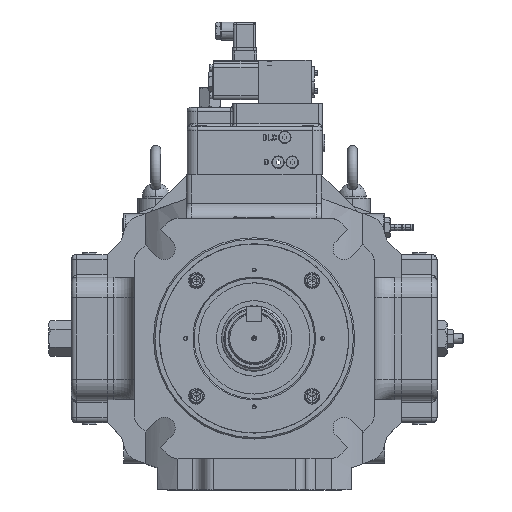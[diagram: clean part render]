
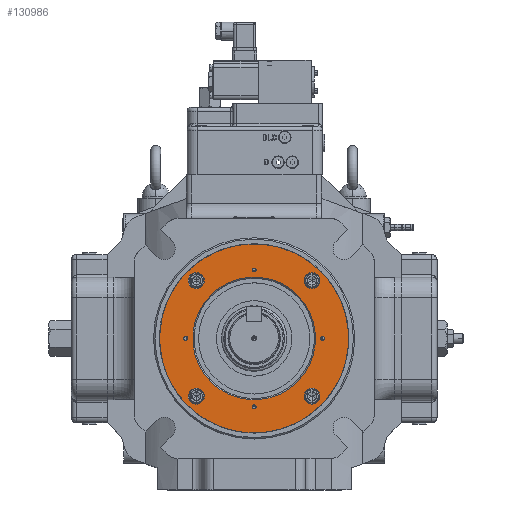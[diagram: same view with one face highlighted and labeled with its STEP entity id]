
A CAD part, top view. The second image highlights one B-rep face of the part: STEP entity #130986.
In plain terms, the highlighted planar face has unit normal (0, 0, -1).
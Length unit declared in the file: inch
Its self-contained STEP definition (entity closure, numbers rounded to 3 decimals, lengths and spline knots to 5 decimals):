
#130871=CARTESIAN_POINT('',(-3.40219,3.40219,0.34997));
#130872=DIRECTION('',(0.,0.,-1.));
#130873=DIRECTION('',(-1.,0.,0.));
#130874=AXIS2_PLACEMENT_3D('',#130871,#130872,#130873);
#130875=PLANE('',#130874);
#130876=CARTESIAN_POINT('',(-3.27036,-3.27038,0.35));
#130877=VERTEX_POINT('',#130876);
#130878=CARTESIAN_POINT('',(0.00001,-0.00001,0.35));
#130879=DIRECTION('',(0.,0.,-1.));
#130880=DIRECTION('',(0.707,0.707,0.0));
#130881=AXIS2_PLACEMENT_3D('',#130878,#130879,#130880);
#130882=CIRCLE('',#130881,4.625);
#130883=EDGE_CURVE('',#130877,#130877,#130882,.T.);
#130884=ORIENTED_EDGE('',*,*,#130883,.T.);
#130885=EDGE_LOOP('',(#130884));
#130886=FACE_OUTER_BOUND('',#130885,.T.);
#130887=CARTESIAN_POINT('',(-0.09399,3.34399,0.34999));
#130888=VERTEX_POINT('',#130887);
#130889=CARTESIAN_POINT('',(0.00001,3.34399,0.34999));
#130890=DIRECTION('',(0.,0.,1.));
#130891=DIRECTION('',(1.,0.,0.));
#130892=AXIS2_PLACEMENT_3D('',#130889,#130890,#130891);
#130893=CIRCLE('',#130892,0.094);
#130894=EDGE_CURVE('',#130888,#130888,#130893,.T.);
#130895=ORIENTED_EDGE('',*,*,#130894,.T.);
#130896=EDGE_LOOP('',(#130895));
#130897=FACE_BOUND('',#130896,.T.);
#130898=CARTESIAN_POINT('',(3.34401,0.09399,0.35001));
#130899=VERTEX_POINT('',#130898);
#130900=CARTESIAN_POINT('',(3.34401,-0.00001,0.35001));
#130901=DIRECTION('',(0.,0.,1.));
#130902=DIRECTION('',(0.,-1.,0.));
#130903=AXIS2_PLACEMENT_3D('',#130900,#130901,#130902);
#130904=CIRCLE('',#130903,0.094);
#130905=EDGE_CURVE('',#130899,#130899,#130904,.T.);
#130906=ORIENTED_EDGE('',*,*,#130905,.T.);
#130907=EDGE_LOOP('',(#130906));
#130908=FACE_BOUND('',#130907,.T.);
#130909=CARTESIAN_POINT('',(-2.12131,-2.12133,0.35));
#130910=VERTEX_POINT('',#130909);
#130911=CARTESIAN_POINT('',(0.00001,-0.00001,0.35));
#130912=DIRECTION('',(0.,0.,1.));
#130913=DIRECTION('',(0.707,0.707,0.0));
#130914=AXIS2_PLACEMENT_3D('',#130911,#130912,#130913);
#130915=CIRCLE('',#130914,3.0);
#130916=EDGE_CURVE('',#130910,#130910,#130915,.T.);
#130917=ORIENTED_EDGE('',*,*,#130916,.T.);
#130918=EDGE_LOOP('',(#130917));
#130919=FACE_BOUND('',#130918,.T.);
#130920=CARTESIAN_POINT('',(-3.34399,-0.09401,0.34999));
#130921=VERTEX_POINT('',#130920);
#130922=CARTESIAN_POINT('',(-3.34399,-0.00001,0.34999));
#130923=DIRECTION('',(0.,0.,1.));
#130924=DIRECTION('',(0.,1.,0.));
#130925=AXIS2_PLACEMENT_3D('',#130922,#130923,#130924);
#130926=CIRCLE('',#130925,0.094);
#130927=EDGE_CURVE('',#130921,#130921,#130926,.T.);
#130928=ORIENTED_EDGE('',*,*,#130927,.T.);
#130929=EDGE_LOOP('',(#130928));
#130930=FACE_BOUND('',#130929,.T.);
#130931=CARTESIAN_POINT('',(3.10456,-2.55231,0.35002));
#130932=VERTEX_POINT('',#130931);
#130933=CARTESIAN_POINT('',(2.82844,-2.82844,0.35002));
#130934=DIRECTION('',(0.,0.,1.));
#130935=DIRECTION('',(-0.707,-0.707,0.0));
#130936=AXIS2_PLACEMENT_3D('',#130933,#130934,#130935);
#130937=CIRCLE('',#130936,0.3905);
#130938=EDGE_CURVE('',#130932,#130932,#130937,.T.);
#130939=ORIENTED_EDGE('',*,*,#130938,.T.);
#130940=EDGE_LOOP('',(#130939));
#130941=FACE_BOUND('',#130940,.T.);
#130942=CARTESIAN_POINT('',(-3.10454,2.55229,0.34998));
#130943=VERTEX_POINT('',#130942);
#130944=CARTESIAN_POINT('',(-2.82842,2.82842,0.34998));
#130945=DIRECTION('',(0.,0.,1.));
#130946=DIRECTION('',(0.707,0.707,0.0));
#130947=AXIS2_PLACEMENT_3D('',#130944,#130945,#130946);
#130948=CIRCLE('',#130947,0.3905);
#130949=EDGE_CURVE('',#130943,#130943,#130948,.T.);
#130950=ORIENTED_EDGE('',*,*,#130949,.T.);
#130951=EDGE_LOOP('',(#130950));
#130952=FACE_BOUND('',#130951,.T.);
#130953=CARTESIAN_POINT('',(-2.55229,-2.55231,0.35));
#130954=VERTEX_POINT('',#130953);
#130955=CARTESIAN_POINT('',(-2.82842,-2.82844,0.35));
#130956=DIRECTION('',(0.,0.,1.));
#130957=DIRECTION('',(-0.707,-0.707,0.0));
#130958=AXIS2_PLACEMENT_3D('',#130955,#130956,#130957);
#130959=CIRCLE('',#130958,0.3905);
#130960=EDGE_CURVE('',#130954,#130954,#130959,.T.);
#130961=ORIENTED_EDGE('',*,*,#130960,.T.);
#130962=EDGE_LOOP('',(#130961));
#130963=FACE_BOUND('',#130962,.T.);
#130964=CARTESIAN_POINT('',(3.10456,3.10454,0.35));
#130965=VERTEX_POINT('',#130964);
#130966=CARTESIAN_POINT('',(2.82844,2.82842,0.35));
#130967=DIRECTION('',(0.,0.,1.));
#130968=DIRECTION('',(-0.707,-0.707,0.0));
#130969=AXIS2_PLACEMENT_3D('',#130966,#130967,#130968);
#130970=CIRCLE('',#130969,0.3905);
#130971=EDGE_CURVE('',#130965,#130965,#130970,.T.);
#130972=ORIENTED_EDGE('',*,*,#130971,.T.);
#130973=EDGE_LOOP('',(#130972));
#130974=FACE_BOUND('',#130973,.T.);
#130975=CARTESIAN_POINT('',(0.09401,-3.34401,0.35001));
#130976=VERTEX_POINT('',#130975);
#130977=CARTESIAN_POINT('',(0.00001,-3.34401,0.35001));
#130978=DIRECTION('',(0.,0.,1.));
#130979=DIRECTION('',(-1.,0.,0.));
#130980=AXIS2_PLACEMENT_3D('',#130977,#130978,#130979);
#130981=CIRCLE('',#130980,0.094);
#130982=EDGE_CURVE('',#130976,#130976,#130981,.T.);
#130983=ORIENTED_EDGE('',*,*,#130982,.T.);
#130984=EDGE_LOOP('',(#130983));
#130985=FACE_BOUND('',#130984,.T.);
#130986=ADVANCED_FACE('',(#130886,#130897,#130908,#130919,#130930,#130941,#130952,#130963,#130974,#130985),#130875,.T.);
